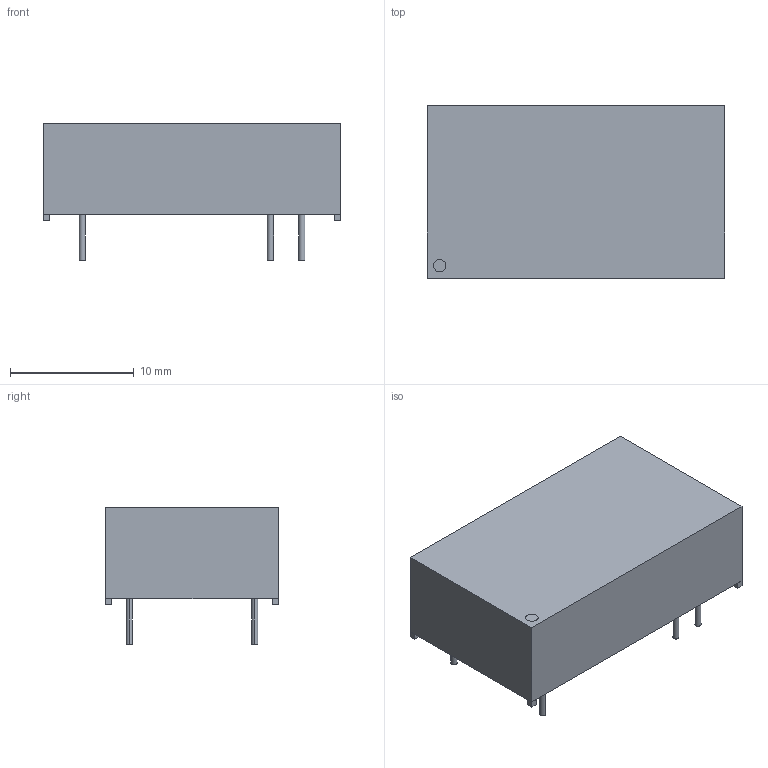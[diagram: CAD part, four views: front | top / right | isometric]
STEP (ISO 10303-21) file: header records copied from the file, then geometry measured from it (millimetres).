
FILE_DESCRIPTION((''),'2;1');
FILE_NAME('DCDC_TRACO_TEL2.stp','2011-03-15T15:03:15',(''),(''),'Mechanical Desktop 2011','Mechanical Desktop 2011',', , ');
FILE_SCHEMA(('AUTOMOTIVE_DESIGN { 1 2 10303 214 1 1 1 1 }'));
Length unit declared in the file: millimetre
Products named in the file (1): Product
Bounding box: 24.05 x 13.95 x 11.07 mm (x, y, z)
Volume: 2477.5 mm3; surface area: 1276.5 mm2
Topology: 12 solids, 12 shells, 61 faces, 108 edges, 72 vertices
Faces by surface type: bspline 24, plane 21, cylinder 16
Entity records: 1522 total; most frequent: CARTESIAN_POINT 314, DIRECTION 216, ORIENTED_EDGE 216, EDGE_CURVE 108, VECTOR 76, LINE 76, VERTEX_POINT 72, AXIS2_PLACEMENT_3D 70
